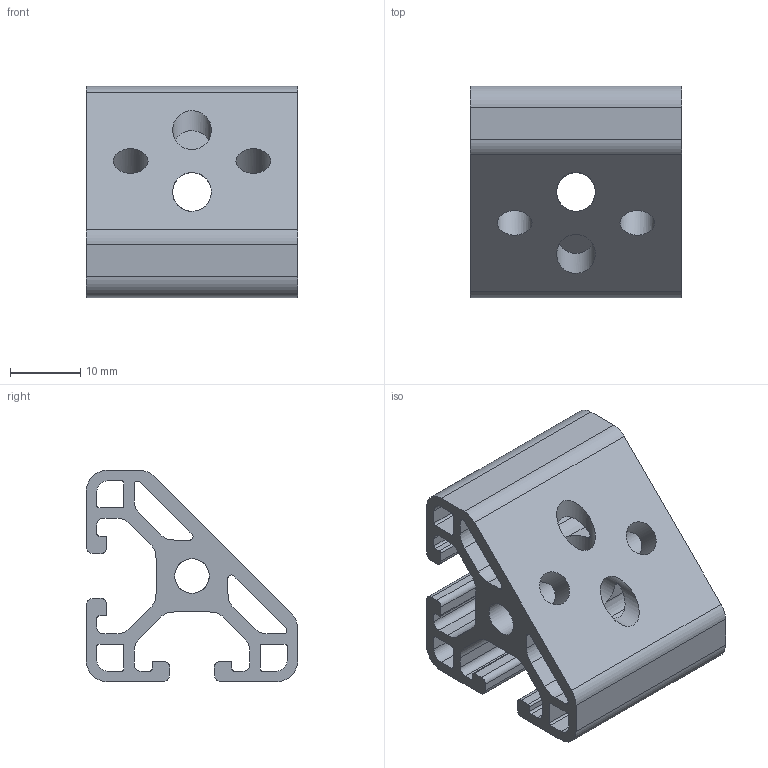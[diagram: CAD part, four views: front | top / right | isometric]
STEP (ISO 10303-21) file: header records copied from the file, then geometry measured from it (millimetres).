
FILE_DESCRIPTION(/* description */ ('Winkelelement T1-30'),/* implementation_level */ '2;1');
FILE_NAME(/* name */ '262321003 Winkelelement T1-30.stp',/* time_stamp */ '2020-03-09T15:55:00+01:00',/* author */ ('wheldmann'),/* organization */ (''),/* preprocessor_version */ 'ST-DEVELOPER v17.2',/* originating_system */ 'Autodesk Inventor 2019',/* authorisation */ '');
FILE_SCHEMA (('AUTOMOTIVE_DESIGN { 1 0 10303 214 3 1 1 }'));
Length unit declared in the file: millimetre
Products named in the file (1): 262321003
Bounding box: 30 x 30 x 30 mm (x, y, z)
Volume: 8539.8 mm3; surface area: 9363.5 mm2
Topology: 1 solids, 1 shells, 126 faces, 414 edges, 278 vertices
Faces by surface type: cylinder 65, plane 59, cone 2
Full cylindrical faces by diameter (mm): 4.9 x4, 4.917 x2, 5.5 x4
Entity records: 5031 total; most frequent: CARTESIAN_POINT 1249, ORIENTED_EDGE 824, DIRECTION 768, EDGE_CURVE 412, VERTEX_POINT 278, AXIS2_PLACEMENT_3D 265, LINE 238, VECTOR 238
